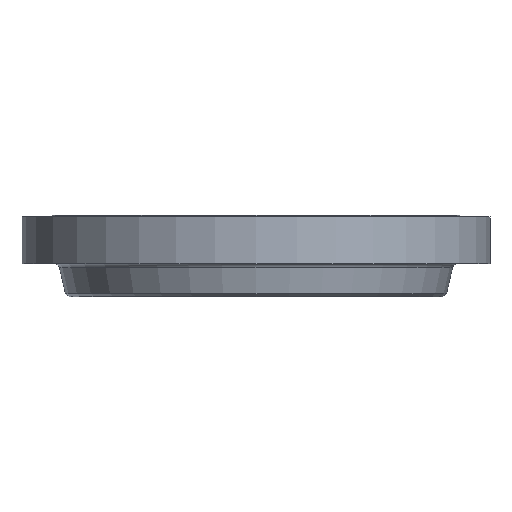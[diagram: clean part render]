
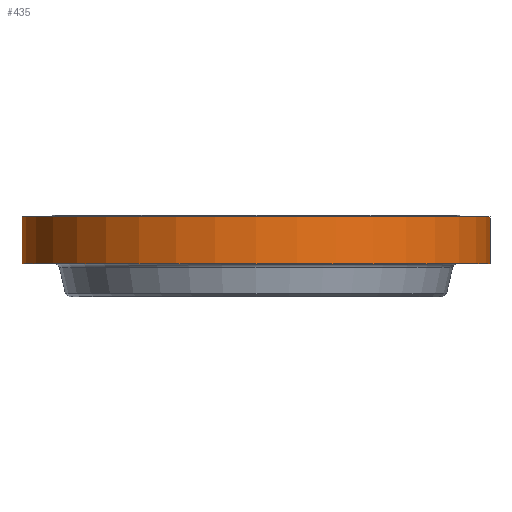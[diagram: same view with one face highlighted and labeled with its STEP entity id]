
A CAD part, front view. The second image highlights one B-rep face of the part: STEP entity #435.
In plain terms, the highlighted cylindrical face has radius 876.3 mm (diameter 1752.6 mm), a partial arc.
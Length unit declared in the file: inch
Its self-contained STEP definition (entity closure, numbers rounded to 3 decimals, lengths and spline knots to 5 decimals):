
#26 = AXIS2_PLACEMENT_3D ( 'NONE', #1437, #1899, #2316 ) ;
#104 = CARTESIAN_POINT ( 'NONE',  ( -34.5, 0., -7.125 ) ) ;
#122 = AXIS2_PLACEMENT_3D ( 'NONE', #1521, #2021, #2391 ) ;
#246 = FACE_OUTER_BOUND ( 'NONE', #778, .T. ) ;
#306 = EDGE_CURVE ( 'NONE', #967, #2563, #346, .T. ) ;
#346 = LINE ( 'NONE', #1905, #2629 ) ;
#372 = CARTESIAN_POINT ( 'NONE',  ( 34.5, 0., -0.25 ) ) ;
#435 = ADVANCED_FACE ( 'NONE', ( #246 ), #2611, .T. ) ;
#450 = CARTESIAN_POINT ( 'NONE',  ( 34.5, 0., 0. ) ) ;
#508 = CARTESIAN_POINT ( 'NONE',  ( 0., 0., -0.25 ) ) ;
#681 = DIRECTION ( 'NONE',  ( 0., 0., 1. ) ) ;
#694 = CIRCLE ( 'NONE', #972, 34.5 ) ;
#778 = EDGE_LOOP ( 'NONE', ( #1722, #2522, #1148, #1432 ) ) ;
#839 = DIRECTION ( 'NONE',  ( 0., 0., 1. ) ) ;
#861 = CARTESIAN_POINT ( 'NONE',  ( -34.5, 0., -0.25 ) ) ;
#967 = VERTEX_POINT ( 'NONE', #104 ) ;
#972 = AXIS2_PLACEMENT_3D ( 'NONE', #508, #681, #1124 ) ;
#1006 = VERTEX_POINT ( 'NONE', #372 ) ;
#1124 = DIRECTION ( 'NONE',  ( 1., 0., 0. ) ) ;
#1148 = ORIENTED_EDGE ( 'NONE', *, *, #2268, .T. ) ;
#1290 = CIRCLE ( 'NONE', #26, 34.5 ) ;
#1432 = ORIENTED_EDGE ( 'NONE', *, *, #2282, .F. ) ;
#1437 = CARTESIAN_POINT ( 'NONE',  ( 0., 0., -7.125 ) ) ;
#1521 = CARTESIAN_POINT ( 'NONE',  ( 0., 0., 0. ) ) ;
#1715 = VECTOR ( 'NONE', #2003, 39.37008 ) ;
#1722 = ORIENTED_EDGE ( 'NONE', *, *, #306, .F. ) ;
#1899 = DIRECTION ( 'NONE',  ( 0., 0., 1. ) ) ;
#1905 = CARTESIAN_POINT ( 'NONE',  ( -34.5, 0., 0. ) ) ;
#2003 = DIRECTION ( 'NONE',  ( 0., 0., 1. ) ) ;
#2021 = DIRECTION ( 'NONE',  ( 0., 0., 1. ) ) ;
#2197 = VERTEX_POINT ( 'NONE', #2532 ) ;
#2200 = EDGE_CURVE ( 'NONE', #967, #2197, #1290, .T. ) ;
#2268 = EDGE_CURVE ( 'NONE', #2197, #1006, #2477, .T. ) ;
#2282 = EDGE_CURVE ( 'NONE', #2563, #1006, #694, .T. ) ;
#2316 = DIRECTION ( 'NONE',  ( 1., 0., 0. ) ) ;
#2391 = DIRECTION ( 'NONE',  ( 1., 0., 0. ) ) ;
#2477 = LINE ( 'NONE', #450, #1715 ) ;
#2522 = ORIENTED_EDGE ( 'NONE', *, *, #2200, .T. ) ;
#2532 = CARTESIAN_POINT ( 'NONE',  ( 34.5, 0., -7.125 ) ) ;
#2563 = VERTEX_POINT ( 'NONE', #861 ) ;
#2611 = CYLINDRICAL_SURFACE ( 'NONE', #122, 34.5 ) ;
#2629 = VECTOR ( 'NONE', #839, 39.37008 ) ;
